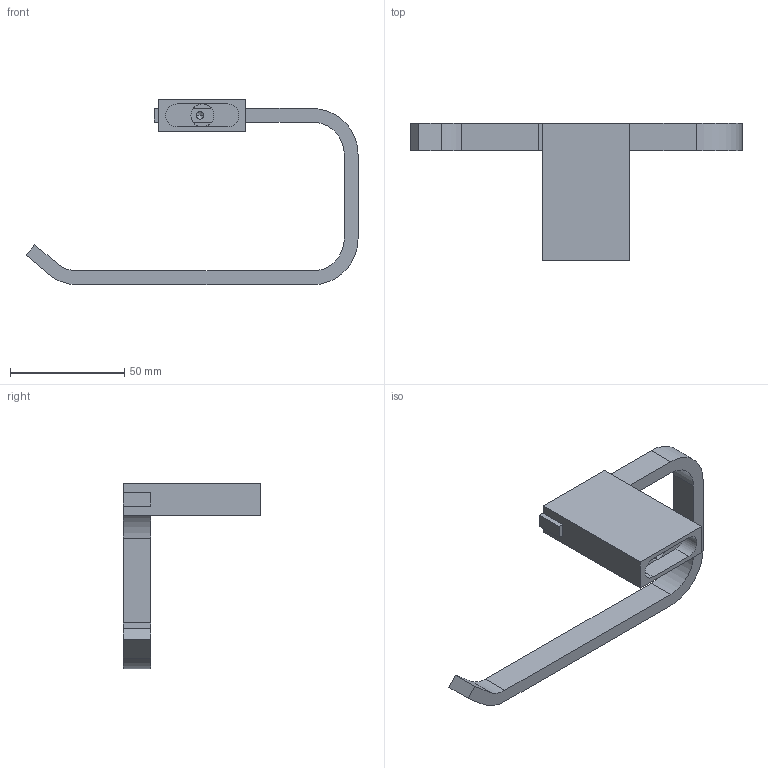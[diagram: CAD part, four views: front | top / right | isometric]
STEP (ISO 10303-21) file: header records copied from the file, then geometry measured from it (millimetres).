
FILE_DESCRIPTION (( 'STEP AP203' ), '1' );
FILE_NAME ('0931.STEP', '2021-01-22T05:49:29', ( '' ), ( '' ), 'SwSTEP 2.0', 'SolidWorks 2021', '' );
FILE_SCHEMA (( 'CONFIG_CONTROL_DESIGN' ));
Length unit declared in the file: millimetre
Products named in the file (3): 6L31-01 - Rameno; 6L06-1; 0931
Assembly tree (2 placements, depth 2):
  0931
    6L06-1
    6L31-01 - Rameno
Bounding box: 145 x 60.2 x 81 mm (x, y, z)
Volume: 44203.7 mm3; surface area: 20332.7 mm2
Topology: 2 solids, 2 shells, 45 faces, 119 edges, 75 vertices
Faces by surface type: plane 29, cylinder 14, cone 2
Entity records: 1736 total; most frequent: CARTESIAN_POINT 304, DIRECTION 243, ORIENTED_EDGE 234, EDGE_CURVE 117, LINE 83, VECTOR 83, AXIS2_PLACEMENT_3D 80, VERTEX_POINT 75
